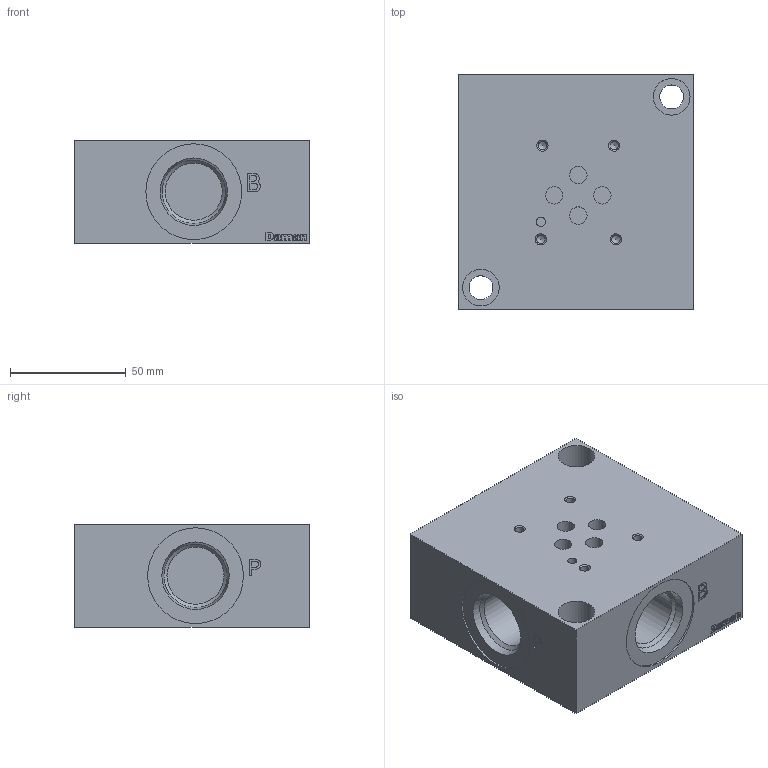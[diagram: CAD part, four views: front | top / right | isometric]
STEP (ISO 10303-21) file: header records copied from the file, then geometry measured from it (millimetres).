
FILE_DESCRIPTION( ( 'STEP AP214' ), ' ' );
FILE_NAME( 'AD03SPS12S.stp', '2018-06-07T00:40:01', ( '' ), ( '' ), ' ', 'PARTsolutions', ' ' );
FILE_SCHEMA( ( 'AUTOMOTIVE_DESIGN { 1 0 10303 214 1 1 1 1 }' ) );
Length unit declared in the file: inch
Products named in the file (1): _AD03SPS12S
Bounding box: 101.6 x 101.6 x 44.45 mm (x, y, z)
Volume: 395294.9 mm3; surface area: 50625.7 mm2
Topology: 1 solids, 1 shells, 216 faces, 533 edges, 350 vertices
Faces by surface type: plane 139, cylinder 61, cone 16
Full cylindrical faces by diameter (mm): 3.68 x4, 4.013 x1, 7.493 x4, 10.312 x2, 15.875 x2, 24.696 x4, 41.453 x4
Entity records: 7910 total; most frequent: DIRECTION 1060, CARTESIAN_POINT 1059, ORIENTED_EDGE 984, EDGE_CURVE 492, LINE 358, VECTOR 358, AXIS2_PLACEMENT_3D 351, VERTEX_POINT 350
